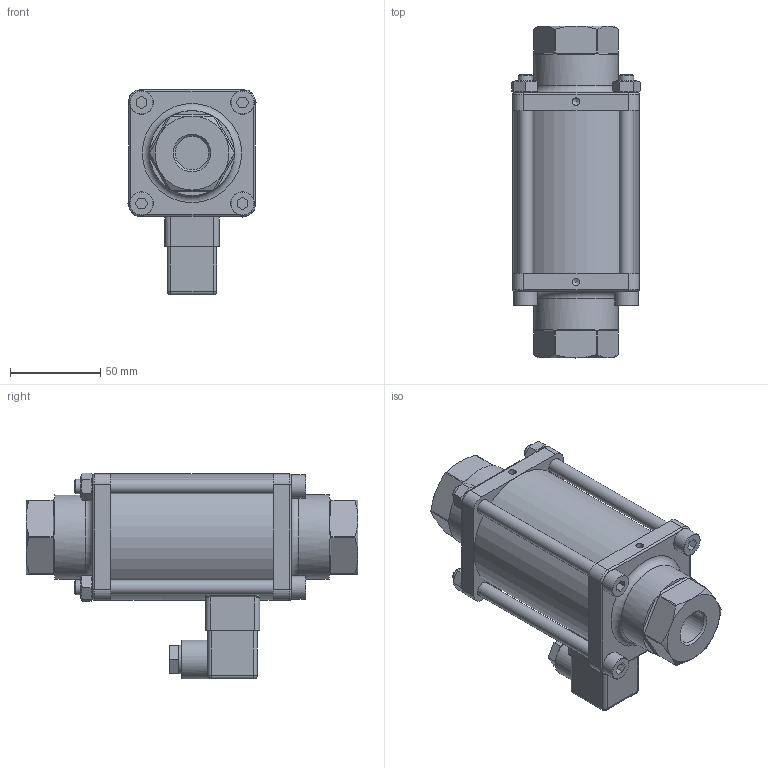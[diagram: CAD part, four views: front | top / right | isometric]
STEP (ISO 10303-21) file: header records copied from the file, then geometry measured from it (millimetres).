
FILE_DESCRIPTION(/* description */ (''),/* implementation_level */ '2;1');
FILE_NAME(/* name */ 'Typ 270 - DN15 G1-2.stp',/* time_stamp */ '2015-12-16T07:51:42+01:00',/* author */ ('jmetzger'),/* organization */ (''),/* preprocessor_version */ 'ST-DEVELOPER v15.2',/* originating_system */ 'Autodesk Inventor 2014',/* authorisation */ '');
FILE_SCHEMA (('AUTOMOTIVE_DESIGN { 1 0 10303 214 3 1 1 }'));
Length unit declared in the file: centimetre
Products named in the file (1): Typ 270 - DN15 G1-2
Bounding box: 71.01 x 184 x 114.21 mm (x, y, z)
Volume: 622650.2 mm3; surface area: 71786.6 mm2
Topology: 1 solids, 1 shells, 320 faces, 758 edges, 466 vertices
Faces by surface type: plane 194, cylinder 67, cone 40, torus 11, bspline 4, sphere 4
Full cylindrical faces by diameter (mm): 4.2 x2, 5.5 x1, 7.1 x1, 8 x8, 8.5 x8, 11 x1, 13 x4, 16 x1, 18.63 x2, 21.6 x1, 47 x2, 70 x1
Entity records: 9331 total; most frequent: CARTESIAN_POINT 1934, DIRECTION 1486, ORIENTED_EDGE 1364, EDGE_CURVE 682, AXIS2_PLACEMENT_3D 577, VERTEX_POINT 462, EDGE_LOOP 426, LINE 332
